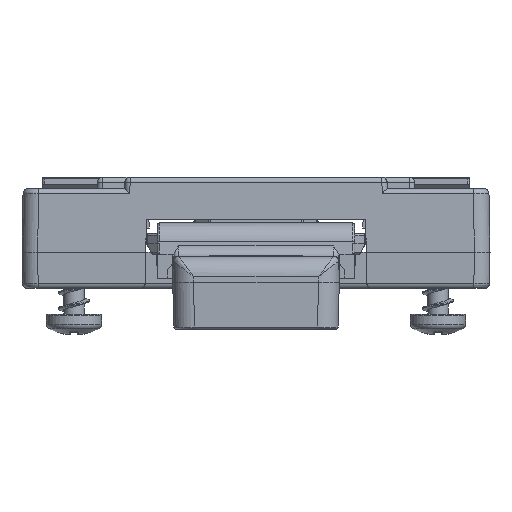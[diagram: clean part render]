
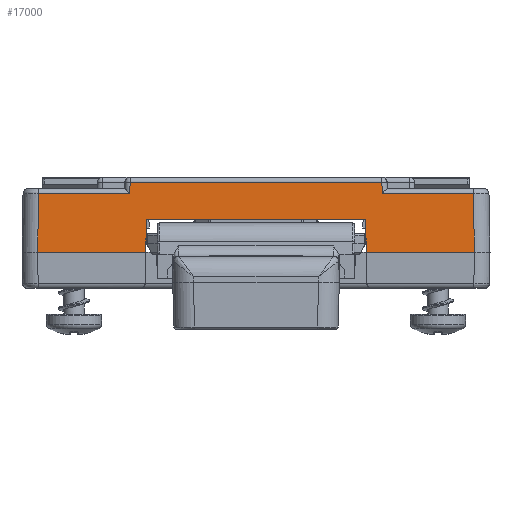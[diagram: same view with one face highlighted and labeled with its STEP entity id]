
A CAD part, front view. The second image highlights one B-rep face of the part: STEP entity #17000.
In plain terms, the highlighted planar face has unit normal (0, -1, 0.018).
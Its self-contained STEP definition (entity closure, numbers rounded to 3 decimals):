
#13131=CARTESIAN_POINT('',(-12.109,-29.883,10.209));
#13132=VERTEX_POINT('',#13131);
#13166=CARTESIAN_POINT('',(12.109,-29.883,10.209));
#13167=VERTEX_POINT('',#13166);
#13217=CARTESIAN_POINT('',(12.128,-29.902,9.109));
#13218=VERTEX_POINT('',#13217);
#13219=CARTESIAN_POINT('',(12.109,-29.883,10.209));
#13220=DIRECTION('',(0.017,-0.017,-1.));
#13221=VECTOR('',#13220,1.1);
#13222=LINE('',#13219,#13221);
#13223=EDGE_CURVE('',#13167,#13218,#13222,.T.);
#13263=CARTESIAN_POINT('',(-12.109,-29.883,10.209));
#13264=DIRECTION('',(1.0,0.0,0.0));
#13265=VECTOR('',#13264,24.217);
#13266=LINE('',#13263,#13265);
#13267=EDGE_CURVE('',#13132,#13167,#13266,.T.);
#13284=CARTESIAN_POINT('',(-12.128,-29.902,9.109));
#13285=VERTEX_POINT('',#13284);
#13295=CARTESIAN_POINT('',(-12.128,-29.902,9.109));
#13296=DIRECTION('',(0.017,0.017,1.));
#13297=VECTOR('',#13296,1.1);
#13298=LINE('',#13295,#13297);
#13299=EDGE_CURVE('',#13285,#13132,#13298,.T.);
#16109=CARTESIAN_POINT('',(20.902,-29.902,9.109));
#16110=VERTEX_POINT('',#16109);
#16127=CARTESIAN_POINT('',(20.902,-29.902,9.109));
#16128=DIRECTION('',(-1.0,0.0,0.0));
#16129=VECTOR('',#16128,8.774);
#16130=LINE('',#16127,#16129);
#16131=EDGE_CURVE('',#16110,#13218,#16130,.T.);
#16642=CARTESIAN_POINT('',(-20.902,-29.902,9.109));
#16643=VERTEX_POINT('',#16642);
#16651=CARTESIAN_POINT('',(-12.128,-29.902,9.109));
#16652=DIRECTION('',(-1.0,0.0,0.0));
#16653=VECTOR('',#16652,8.774);
#16654=LINE('',#16651,#16653);
#16655=EDGE_CURVE('',#13285,#16643,#16654,.T.);
#16934=CARTESIAN_POINT('',(22.5,-30.061,0.001));
#16935=DIRECTION('',(0.0,-1.,0.017));
#16936=DIRECTION('',(0.0,-0.017,-1.));
#16937=AXIS2_PLACEMENT_3D('',#16934,#16935,#16936);
#16938=PLANE('',#16937);
#16939=ORIENTED_EDGE('',*,*,#16655,.T.);
#16940=CARTESIAN_POINT('',(-21.,-30.,3.5));
#16941=VERTEX_POINT('',#16940);
#16942=CARTESIAN_POINT('',(-21.,-30.,3.5));
#16943=DIRECTION('',(0.017,0.017,1.));
#16944=VECTOR('',#16943,5.61);
#16945=LINE('',#16942,#16944);
#16946=EDGE_CURVE('',#16941,#16643,#16945,.T.);
#16947=ORIENTED_EDGE('',*,*,#16946,.F.);
#16948=CARTESIAN_POINT('',(-10.6,-30.,3.5));
#16949=VERTEX_POINT('',#16948);
#16950=CARTESIAN_POINT('',(-21.,-30.,3.5));
#16951=DIRECTION('',(1.0,0.0,0.0));
#16952=VECTOR('',#16951,10.4);
#16953=LINE('',#16950,#16952);
#16954=EDGE_CURVE('',#16941,#16949,#16953,.T.);
#16955=ORIENTED_EDGE('',*,*,#16954,.T.);
#16956=CARTESIAN_POINT('',(-10.546,-29.946,6.6));
#16957=VERTEX_POINT('',#16956);
#16958=CARTESIAN_POINT('',(-10.546,-29.946,6.6));
#16959=DIRECTION('',(-0.017,-0.017,-1.));
#16960=VECTOR('',#16959,3.101);
#16961=LINE('',#16958,#16960);
#16962=EDGE_CURVE('',#16949,#16957,#16961,.F.);
#16963=ORIENTED_EDGE('',*,*,#16962,.T.);
#16964=CARTESIAN_POINT('',(10.546,-29.946,6.6));
#16965=VERTEX_POINT('',#16964);
#16966=CARTESIAN_POINT('',(10.546,-29.946,6.6));
#16967=DIRECTION('',(-1.0,0.0,0.0));
#16968=VECTOR('',#16967,21.092);
#16969=LINE('',#16966,#16968);
#16970=EDGE_CURVE('',#16957,#16965,#16969,.F.);
#16971=ORIENTED_EDGE('',*,*,#16970,.T.);
#16972=CARTESIAN_POINT('',(10.6,-30.,3.5));
#16973=VERTEX_POINT('',#16972);
#16974=CARTESIAN_POINT('',(10.6,-30.,3.5));
#16975=DIRECTION('',(-0.017,0.017,1.));
#16976=VECTOR('',#16975,3.101);
#16977=LINE('',#16974,#16976);
#16978=EDGE_CURVE('',#16965,#16973,#16977,.F.);
#16979=ORIENTED_EDGE('',*,*,#16978,.T.);
#16980=CARTESIAN_POINT('',(21.,-30.,3.5));
#16981=VERTEX_POINT('',#16980);
#16982=CARTESIAN_POINT('',(10.6,-30.,3.5));
#16983=DIRECTION('',(1.0,0.0,0.0));
#16984=VECTOR('',#16983,10.4);
#16985=LINE('',#16982,#16984);
#16986=EDGE_CURVE('',#16973,#16981,#16985,.T.);
#16987=ORIENTED_EDGE('',*,*,#16986,.T.);
#16988=CARTESIAN_POINT('',(20.902,-29.902,9.109));
#16989=DIRECTION('',(0.017,-0.017,-1.));
#16990=VECTOR('',#16989,5.61);
#16991=LINE('',#16988,#16990);
#16992=EDGE_CURVE('',#16110,#16981,#16991,.T.);
#16993=ORIENTED_EDGE('',*,*,#16992,.F.);
#16994=ORIENTED_EDGE('',*,*,#16131,.T.);
#16995=ORIENTED_EDGE('',*,*,#13223,.F.);
#16996=ORIENTED_EDGE('',*,*,#13267,.F.);
#16997=ORIENTED_EDGE('',*,*,#13299,.F.);
#16998=EDGE_LOOP('',(#16939,#16947,#16955,#16963,#16971,#16979,#16987,#16993,#16994,#16995,#16996,#16997));
#16999=FACE_OUTER_BOUND('',#16998,.T.);
#17000=ADVANCED_FACE('',(#16999),#16938,.T.);
